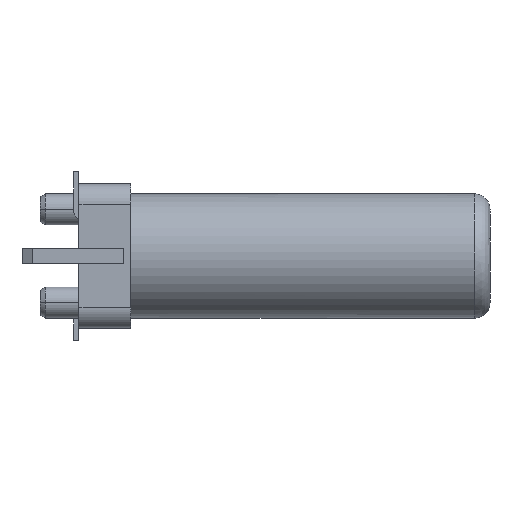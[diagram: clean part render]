
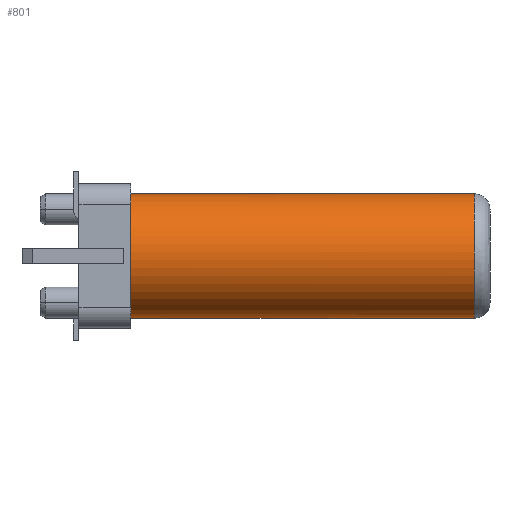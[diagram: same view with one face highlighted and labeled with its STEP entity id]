
A CAD part, left-side view. The second image highlights one B-rep face of the part: STEP entity #801.
In plain terms, the highlighted free-form (B-spline) face has degree [2, 1] with [9, 2] control points.
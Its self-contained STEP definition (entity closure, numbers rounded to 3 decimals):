
#801=ADVANCED_FACE('',(#1915),#18154,.T.);
#1915=FACE_OUTER_BOUND('',#3048,.T.);
#3048=EDGE_LOOP('',(#4382,#4383,#4384,#4385));
#4382=ORIENTED_EDGE('',*,*,#9779,.T.);
#4383=ORIENTED_EDGE('',*,*,#9780,.T.);
#4384=ORIENTED_EDGE('',*,*,#9775,.F.);
#4385=ORIENTED_EDGE('',*,*,#9781,.T.);
#9775=EDGE_CURVE('',#15325,#15326,#12541,.T.);
#9779=EDGE_CURVE('',#15329,#15330,#12545,.T.);
#9780=EDGE_CURVE('',#15330,#15326,#15064,.T.);
#9781=EDGE_CURVE('',#15325,#15329,#15065,.T.);
#12541=B_SPLINE_CURVE_WITH_KNOTS('',1,(#23802,#23803),.UNSPECIFIED.,.F.,
 .F.,(2,2),(0.,6.64),.UNSPECIFIED.);
#12545=B_SPLINE_CURVE_WITH_KNOTS('',1,(#23810,#23811),.UNSPECIFIED.,.F.,
 .F.,(2,2),(0.,6.64),.UNSPECIFIED.);
#15064=(
BOUNDED_CURVE()
B_SPLINE_CURVE(2,(#23812,#23813,#23814,#23815,#23816),.UNSPECIFIED.,.F.,
 .F.)
B_SPLINE_CURVE_WITH_KNOTS((3,2,3),(0.,1.885,3.77),
 .UNSPECIFIED.)
CURVE()
GEOMETRIC_REPRESENTATION_ITEM()
RATIONAL_B_SPLINE_CURVE((1.,0.707,1.,0.707,1.))
REPRESENTATION_ITEM('')
);
#15065=(
BOUNDED_CURVE()
B_SPLINE_CURVE(2,(#23817,#23818,#23819,#23820,#23821),.UNSPECIFIED.,.F.,
 .F.)
B_SPLINE_CURVE_WITH_KNOTS((3,2,3),(0.,1.885,3.77),
 .UNSPECIFIED.)
CURVE()
GEOMETRIC_REPRESENTATION_ITEM()
RATIONAL_B_SPLINE_CURVE((1.,0.707,1.,0.707,1.))
REPRESENTATION_ITEM('')
);
#15325=VERTEX_POINT('',#23080);
#15326=VERTEX_POINT('',#23081);
#15329=VERTEX_POINT('',#23084);
#15330=VERTEX_POINT('',#23085);
#18154=(
BOUNDED_SURFACE()
B_SPLINE_SURFACE(2,1,((#19381,#19382),(#19383,#19384),(#19385,#19386),(#19387,
#19388),(#19389,#19390),(#19391,#19392),(#19393,#19394),(#19395,#19396),
(#19397,#19398)),.UNSPECIFIED.,.T.,.F.,.F.)
B_SPLINE_SURFACE_WITH_KNOTS((3,2,2,2,3),(2,2),(0.,1.571,3.142,
4.712,6.283),(0.,7.968),.UNSPECIFIED.)
GEOMETRIC_REPRESENTATION_ITEM()
RATIONAL_B_SPLINE_SURFACE(((1.,1.),(0.707,0.707),
(1.,1.),(0.707,0.707),(1.,1.),(0.707,
0.707),(1.,1.),(0.707,0.707),(1.,1.)))
REPRESENTATION_ITEM('')
SURFACE()
);
#19381=CARTESIAN_POINT('',(-1.725,3.084,3.42));
#19382=CARTESIAN_POINT('',(-1.725,-4.884,3.42));
#19383=CARTESIAN_POINT('',(-1.725,3.084,4.62));
#19384=CARTESIAN_POINT('',(-1.725,-4.884,4.62));
#19385=CARTESIAN_POINT('',(-2.925,3.084,4.62));
#19386=CARTESIAN_POINT('',(-2.925,-4.884,4.62));
#19387=CARTESIAN_POINT('',(-4.125,3.084,4.62));
#19388=CARTESIAN_POINT('',(-4.125,-4.884,4.62));
#19389=CARTESIAN_POINT('',(-4.125,3.084,3.42));
#19390=CARTESIAN_POINT('',(-4.125,-4.884,3.42));
#19391=CARTESIAN_POINT('',(-4.125,3.084,2.22));
#19392=CARTESIAN_POINT('',(-4.125,-4.884,2.22));
#19393=CARTESIAN_POINT('',(-2.925,3.084,2.22));
#19394=CARTESIAN_POINT('',(-2.925,-4.884,2.22));
#19395=CARTESIAN_POINT('',(-1.725,3.084,2.22));
#19396=CARTESIAN_POINT('',(-1.725,-4.884,2.22));
#19397=CARTESIAN_POINT('',(-1.725,3.084,3.42));
#19398=CARTESIAN_POINT('',(-1.725,-4.884,3.42));
#23080=CARTESIAN_POINT('',(-2.925,2.42,4.62));
#23081=CARTESIAN_POINT('',(-2.925,-4.22,4.62));
#23084=CARTESIAN_POINT('',(-2.925,2.42,2.22));
#23085=CARTESIAN_POINT('',(-2.925,-4.22,2.22));
#23802=CARTESIAN_POINT('',(-2.925,2.42,4.62));
#23803=CARTESIAN_POINT('',(-2.925,-4.22,4.62));
#23810=CARTESIAN_POINT('',(-2.925,2.42,2.22));
#23811=CARTESIAN_POINT('',(-2.925,-4.22,2.22));
#23812=CARTESIAN_POINT('',(-2.925,-4.22,2.22));
#23813=CARTESIAN_POINT('',(-4.125,-4.22,2.22));
#23814=CARTESIAN_POINT('',(-4.125,-4.22,3.42));
#23815=CARTESIAN_POINT('',(-4.125,-4.22,4.62));
#23816=CARTESIAN_POINT('',(-2.925,-4.22,4.62));
#23817=CARTESIAN_POINT('',(-2.925,2.42,4.62));
#23818=CARTESIAN_POINT('',(-4.125,2.42,4.62));
#23819=CARTESIAN_POINT('',(-4.125,2.42,3.42));
#23820=CARTESIAN_POINT('',(-4.125,2.42,2.22));
#23821=CARTESIAN_POINT('',(-2.925,2.42,2.22));
